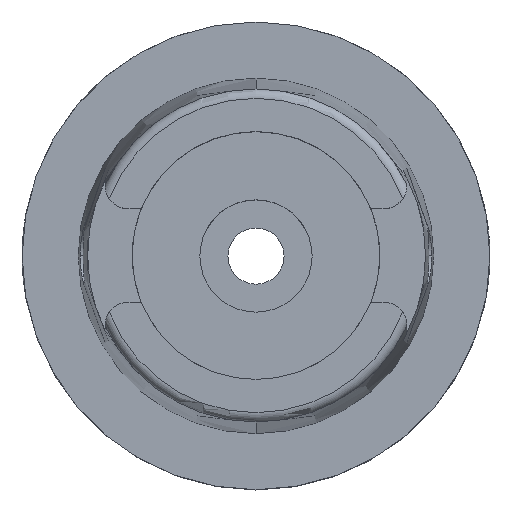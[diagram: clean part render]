
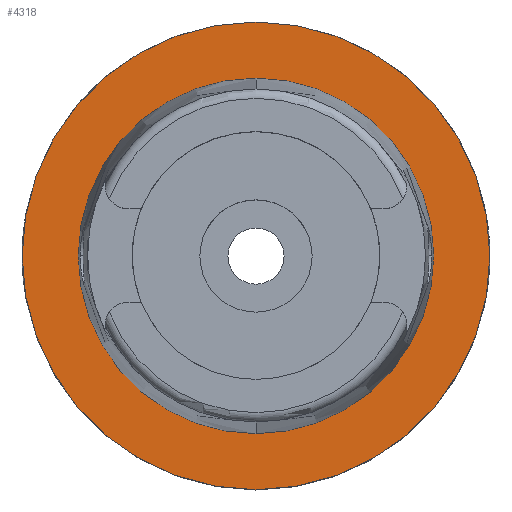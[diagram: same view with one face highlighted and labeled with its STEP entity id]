
A CAD part, top view. The second image highlights one B-rep face of the part: STEP entity #4318.
In plain terms, the highlighted planar face has unit normal (0, 0, 1).
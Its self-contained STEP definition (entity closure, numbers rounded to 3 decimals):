
#2110=CARTESIAN_POINT('',(0.,0.,0.));
#2111=DIRECTION('',(0.,0.,-1.));
#2112=DIRECTION('',(0.,-1.,0.));
#2113=AXIS2_PLACEMENT_3D('',#2110,#2111,#2112);
#2118=CARTESIAN_POINT('',(0.,0.,0.));
#2119=DIRECTION('',(0.,0.,-1.));
#2120=DIRECTION('',(0.,1.,0.));
#2121=AXIS2_PLACEMENT_3D('',#2118,#2119,#2120);
#2126=CARTESIAN_POINT('',(0.,0.,0.));
#2127=DIRECTION('',(0.,0.,1.));
#2128=DIRECTION('',(0.,-1.,0.));
#2129=AXIS2_PLACEMENT_3D('',#2126,#2127,#2128);
#2134=CARTESIAN_POINT('',(0.,0.,0.));
#2135=DIRECTION('',(0.,0.,1.));
#2136=DIRECTION('',(0.,1.,0.));
#2137=AXIS2_PLACEMENT_3D('',#2134,#2135,#2136);
#2458=CARTESIAN_POINT('',(0.,-38.,0.));
#2459=VERTEX_POINT('',#2458);
#2460=CARTESIAN_POINT('',(0.,38.,0.));
#2461=VERTEX_POINT('',#2460);
#2723=CARTESIAN_POINT('',(0.,50.,0.));
#2724=VERTEX_POINT('',#2723);
#2725=CARTESIAN_POINT('',(0.,-50.,0.));
#2726=VERTEX_POINT('',#2725);
#4305=CARTESIAN_POINT('',(0.,0.,0.));
#4306=DIRECTION('',(0.,0.,-1.));
#4307=DIRECTION('',(0.,-1.,0.));
#4308=AXIS2_PLACEMENT_3D('',#4305,#4306,#4307);
#4309=PLANE('',#4308);
#4310=ORIENTED_EDGE('',*,*,#4070,.T.);
#4311=ORIENTED_EDGE('',*,*,#4179,.T.);
#4312=EDGE_LOOP('',(#4310,#4311));
#4313=FACE_OUTER_BOUND('',#4312,.F.);
#4314=ORIENTED_EDGE('',*,*,#2966,.T.);
#4315=ORIENTED_EDGE('',*,*,#2937,.T.);
#4316=EDGE_LOOP('',(#4314,#4315));
#4317=FACE_BOUND('',#4316,.F.);
#2114=CIRCLE('',#2113,50.);
#2122=CIRCLE('',#2121,50.);
#2130=CIRCLE('',#2129,38.);
#2138=CIRCLE('',#2137,38.);
#2937=EDGE_CURVE('',#2461,#2459,#2138,.T.);
#2966=EDGE_CURVE('',#2459,#2461,#2130,.T.);
#4070=EDGE_CURVE('',#2726,#2724,#2114,.T.);
#4179=EDGE_CURVE('',#2724,#2726,#2122,.T.);
#4318=ADVANCED_FACE('',(#4313,#4317),#4309,.F.);
